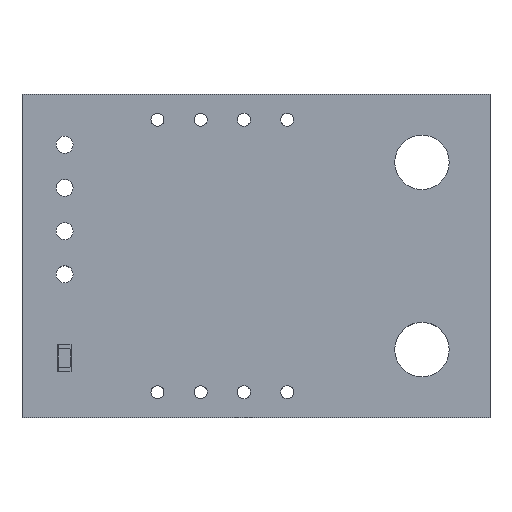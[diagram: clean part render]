
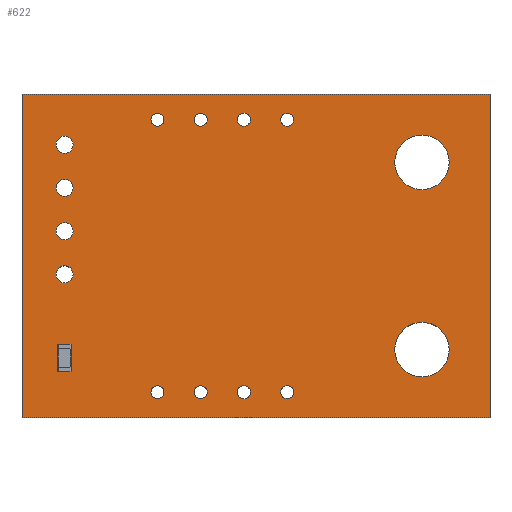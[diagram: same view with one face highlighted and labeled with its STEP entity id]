
A CAD part, top view. The second image highlights one B-rep face of the part: STEP entity #622.
In plain terms, the highlighted planar face has unit normal (0, 0, 1).
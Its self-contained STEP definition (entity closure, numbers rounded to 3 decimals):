
#41 = VERTEX_POINT('',#42);
#42 = CARTESIAN_POINT('',(176.5,-106.5,0.));
#59 = VERTEX_POINT('',#60);
#60 = CARTESIAN_POINT('',(176.5,-87.5,0.));
#66 = EDGE_CURVE('',#41,#59,#67,.T.);
#67 = LINE('',#68,#69);
#68 = CARTESIAN_POINT('',(176.5,-106.5,0.));
#69 = VECTOR('',#70,1.);
#70 = DIRECTION('',(0.,1.,0.));
#81 = VERTEX_POINT('',#82);
#82 = CARTESIAN_POINT('',(149.,-106.5,0.));
#97 = EDGE_CURVE('',#81,#41,#98,.T.);
#98 = LINE('',#99,#100);
#99 = CARTESIAN_POINT('',(149.,-106.5,0.));
#100 = VECTOR('',#101,1.);
#101 = DIRECTION('',(1.,0.,0.));
#121 = VERTEX_POINT('',#122);
#122 = CARTESIAN_POINT('',(149.,-87.5,0.));
#128 = EDGE_CURVE('',#59,#121,#129,.T.);
#129 = LINE('',#130,#131);
#130 = CARTESIAN_POINT('',(176.5,-87.5,0.));
#131 = VECTOR('',#132,1.);
#132 = DIRECTION('',(-1.,0.,0.));
#150 = EDGE_CURVE('',#121,#81,#151,.T.);
#151 = LINE('',#152,#153);
#152 = CARTESIAN_POINT('',(149.,-87.5,0.));
#153 = VECTOR('',#154,1.);
#154 = DIRECTION('',(0.,-1.,0.));
#165 = VERTEX_POINT('',#166);
#166 = CARTESIAN_POINT('',(174.1,-102.5,0.));
#182 = EDGE_CURVE('',#165,#165,#183,.T.);
#183 = CIRCLE('',#184,1.6);
#184 = AXIS2_PLACEMENT_3D('',#185,#186,#187);
#185 = CARTESIAN_POINT('',(172.5,-102.5,0.));
#186 = DIRECTION('',(0.,0.,1.));
#187 = DIRECTION('',(1.,0.,0.));
#198 = VERTEX_POINT('',#199);
#199 = CARTESIAN_POINT('',(174.1,-91.5,0.));
#215 = EDGE_CURVE('',#198,#198,#216,.T.);
#216 = CIRCLE('',#217,1.6);
#217 = AXIS2_PLACEMENT_3D('',#218,#219,#220);
#218 = CARTESIAN_POINT('',(172.5,-91.5,0.));
#219 = DIRECTION('',(0.,0.,1.));
#220 = DIRECTION('',(1.,0.,0.));
#231 = VERTEX_POINT('',#232);
#232 = CARTESIAN_POINT('',(159.881,-89.,0.));
#248 = EDGE_CURVE('',#231,#231,#249,.T.);
#249 = CIRCLE('',#250,0.381);
#250 = AXIS2_PLACEMENT_3D('',#251,#252,#253);
#251 = CARTESIAN_POINT('',(159.5,-89.,0.));
#252 = DIRECTION('',(0.,0.,1.));
#253 = DIRECTION('',(1.,0.,0.));
#264 = VERTEX_POINT('',#265);
#265 = CARTESIAN_POINT('',(162.421,-89.,0.));
#281 = EDGE_CURVE('',#264,#264,#282,.T.);
#282 = CIRCLE('',#283,0.381);
#283 = AXIS2_PLACEMENT_3D('',#284,#285,#286);
#284 = CARTESIAN_POINT('',(162.04,-89.,0.));
#285 = DIRECTION('',(0.,0.,1.));
#286 = DIRECTION('',(1.,0.,0.));
#297 = VERTEX_POINT('',#298);
#298 = CARTESIAN_POINT('',(164.961,-89.,0.));
#314 = EDGE_CURVE('',#297,#297,#315,.T.);
#315 = CIRCLE('',#316,0.381);
#316 = AXIS2_PLACEMENT_3D('',#317,#318,#319);
#317 = CARTESIAN_POINT('',(164.58,-89.,0.));
#318 = DIRECTION('',(0.,0.,1.));
#319 = DIRECTION('',(1.,0.,0.));
#330 = VERTEX_POINT('',#331);
#331 = CARTESIAN_POINT('',(157.341,-105.,0.));
#347 = EDGE_CURVE('',#330,#330,#348,.T.);
#348 = CIRCLE('',#349,0.381);
#349 = AXIS2_PLACEMENT_3D('',#350,#351,#352);
#350 = CARTESIAN_POINT('',(156.96,-105.,0.));
#351 = DIRECTION('',(0.,0.,1.));
#352 = DIRECTION('',(1.,0.,0.));
#363 = VERTEX_POINT('',#364);
#364 = CARTESIAN_POINT('',(159.881,-105.,0.));
#380 = EDGE_CURVE('',#363,#363,#381,.T.);
#381 = CIRCLE('',#382,0.381);
#382 = AXIS2_PLACEMENT_3D('',#383,#384,#385);
#383 = CARTESIAN_POINT('',(159.5,-105.,0.));
#384 = DIRECTION('',(0.,0.,1.));
#385 = DIRECTION('',(1.,0.,0.));
#396 = VERTEX_POINT('',#397);
#397 = CARTESIAN_POINT('',(164.961,-105.,0.));
#413 = EDGE_CURVE('',#396,#396,#414,.T.);
#414 = CIRCLE('',#415,0.381);
#415 = AXIS2_PLACEMENT_3D('',#416,#417,#418);
#416 = CARTESIAN_POINT('',(164.58,-105.,0.));
#417 = DIRECTION('',(0.,0.,1.));
#418 = DIRECTION('',(1.,0.,0.));
#429 = VERTEX_POINT('',#430);
#430 = CARTESIAN_POINT('',(162.421,-105.,0.));
#446 = EDGE_CURVE('',#429,#429,#447,.T.);
#447 = CIRCLE('',#448,0.381);
#448 = AXIS2_PLACEMENT_3D('',#449,#450,#451);
#449 = CARTESIAN_POINT('',(162.04,-105.,0.));
#450 = DIRECTION('',(0.,0.,1.));
#451 = DIRECTION('',(1.,0.,0.));
#462 = VERTEX_POINT('',#463);
#463 = CARTESIAN_POINT('',(157.341,-89.,0.));
#479 = EDGE_CURVE('',#462,#462,#480,.T.);
#480 = CIRCLE('',#481,0.381);
#481 = AXIS2_PLACEMENT_3D('',#482,#483,#484);
#482 = CARTESIAN_POINT('',(156.96,-89.,0.));
#483 = DIRECTION('',(0.,0.,1.));
#484 = DIRECTION('',(1.,0.,0.));
#495 = VERTEX_POINT('',#496);
#496 = CARTESIAN_POINT('',(152.,-90.46,0.));
#512 = EDGE_CURVE('',#495,#495,#513,.T.);
#513 = CIRCLE('',#514,0.5);
#514 = AXIS2_PLACEMENT_3D('',#515,#516,#517);
#515 = CARTESIAN_POINT('',(151.5,-90.46,0.));
#516 = DIRECTION('',(0.,0.,1.));
#517 = DIRECTION('',(1.,0.,0.));
#528 = VERTEX_POINT('',#529);
#529 = CARTESIAN_POINT('',(152.,-95.54,0.));
#545 = EDGE_CURVE('',#528,#528,#546,.T.);
#546 = CIRCLE('',#547,0.5);
#547 = AXIS2_PLACEMENT_3D('',#548,#549,#550);
#548 = CARTESIAN_POINT('',(151.5,-95.54,0.));
#549 = DIRECTION('',(0.,0.,1.));
#550 = DIRECTION('',(1.,0.,0.));
#561 = VERTEX_POINT('',#562);
#562 = CARTESIAN_POINT('',(152.,-93.,0.));
#578 = EDGE_CURVE('',#561,#561,#579,.T.);
#579 = CIRCLE('',#580,0.5);
#580 = AXIS2_PLACEMENT_3D('',#581,#582,#583);
#581 = CARTESIAN_POINT('',(151.5,-93.,0.));
#582 = DIRECTION('',(0.,0.,1.));
#583 = DIRECTION('',(1.,0.,0.));
#594 = VERTEX_POINT('',#595);
#595 = CARTESIAN_POINT('',(152.,-98.08,0.));
#611 = EDGE_CURVE('',#594,#594,#612,.T.);
#612 = CIRCLE('',#613,0.5);
#613 = AXIS2_PLACEMENT_3D('',#614,#615,#616);
#614 = CARTESIAN_POINT('',(151.5,-98.08,0.));
#615 = DIRECTION('',(0.,0.,1.));
#616 = DIRECTION('',(1.,0.,0.));
#622 = ADVANCED_FACE('',(#623,#629,#632,#635,#638,#641,#644,#647,#650,
    #653,#656,#659,#662,#665,#668),#671,.F.);
#623 = FACE_BOUND('',#624,.F.);
#624 = EDGE_LOOP('',(#625,#626,#627,#628));
#625 = ORIENTED_EDGE('',*,*,#66,.F.);
#626 = ORIENTED_EDGE('',*,*,#97,.F.);
#627 = ORIENTED_EDGE('',*,*,#150,.F.);
#628 = ORIENTED_EDGE('',*,*,#128,.F.);
#629 = FACE_BOUND('',#630,.F.);
#630 = EDGE_LOOP('',(#631));
#631 = ORIENTED_EDGE('',*,*,#182,.T.);
#632 = FACE_BOUND('',#633,.F.);
#633 = EDGE_LOOP('',(#634));
#634 = ORIENTED_EDGE('',*,*,#215,.T.);
#635 = FACE_BOUND('',#636,.F.);
#636 = EDGE_LOOP('',(#637));
#637 = ORIENTED_EDGE('',*,*,#248,.T.);
#638 = FACE_BOUND('',#639,.F.);
#639 = EDGE_LOOP('',(#640));
#640 = ORIENTED_EDGE('',*,*,#281,.T.);
#641 = FACE_BOUND('',#642,.F.);
#642 = EDGE_LOOP('',(#643));
#643 = ORIENTED_EDGE('',*,*,#314,.T.);
#644 = FACE_BOUND('',#645,.F.);
#645 = EDGE_LOOP('',(#646));
#646 = ORIENTED_EDGE('',*,*,#347,.T.);
#647 = FACE_BOUND('',#648,.F.);
#648 = EDGE_LOOP('',(#649));
#649 = ORIENTED_EDGE('',*,*,#380,.T.);
#650 = FACE_BOUND('',#651,.F.);
#651 = EDGE_LOOP('',(#652));
#652 = ORIENTED_EDGE('',*,*,#413,.T.);
#653 = FACE_BOUND('',#654,.F.);
#654 = EDGE_LOOP('',(#655));
#655 = ORIENTED_EDGE('',*,*,#446,.T.);
#656 = FACE_BOUND('',#657,.F.);
#657 = EDGE_LOOP('',(#658));
#658 = ORIENTED_EDGE('',*,*,#479,.T.);
#659 = FACE_BOUND('',#660,.F.);
#660 = EDGE_LOOP('',(#661));
#661 = ORIENTED_EDGE('',*,*,#512,.T.);
#662 = FACE_BOUND('',#663,.F.);
#663 = EDGE_LOOP('',(#664));
#664 = ORIENTED_EDGE('',*,*,#545,.T.);
#665 = FACE_BOUND('',#666,.F.);
#666 = EDGE_LOOP('',(#667));
#667 = ORIENTED_EDGE('',*,*,#578,.T.);
#668 = FACE_BOUND('',#669,.F.);
#669 = EDGE_LOOP('',(#670));
#670 = ORIENTED_EDGE('',*,*,#611,.T.);
#671 = PLANE('',#672);
#672 = AXIS2_PLACEMENT_3D('',#673,#674,#675);
#673 = CARTESIAN_POINT('',(176.5,-106.5,0.));
#674 = DIRECTION('',(0.,0.,-1.));
#675 = DIRECTION('',(-1.,0.,0.));
